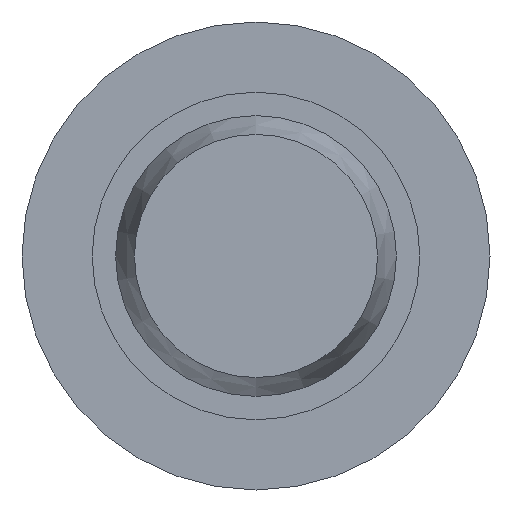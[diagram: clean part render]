
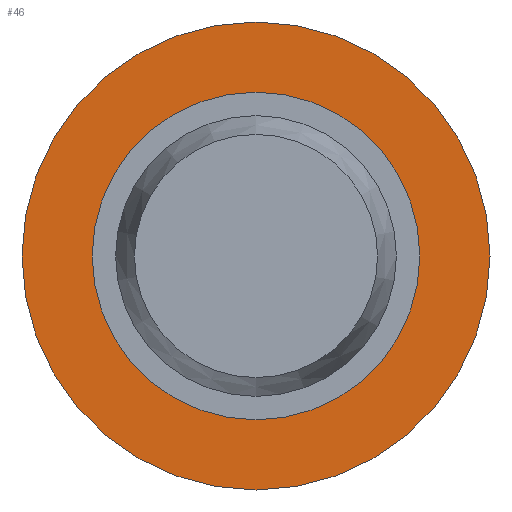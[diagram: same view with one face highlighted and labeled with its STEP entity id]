
A CAD part, front view. The second image highlights one B-rep face of the part: STEP entity #46.
In plain terms, the highlighted planar face has unit normal (0, -1, 0).
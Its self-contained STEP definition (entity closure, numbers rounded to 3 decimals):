
#46 = ADVANCED_FACE( '', ( #97, #98 ), #99, .F. );
#97 = FACE_BOUND( '', #150, .T. );
#98 = FACE_OUTER_BOUND( '', #151, .T. );
#99 = PLANE( '', #152 );
#150 = EDGE_LOOP( '', ( #207 ) );
#151 = EDGE_LOOP( '', ( #208 ) );
#152 = AXIS2_PLACEMENT_3D( '', #209, #210, #211 );
#207 = ORIENTED_EDGE( '', *, *, #259, .F. );
#208 = ORIENTED_EDGE( '', *, *, #260, .T. );
#209 = CARTESIAN_POINT( '', ( 5., 8.5, 0. ) );
#210 = DIRECTION( '', ( 0., 1., 0. ) );
#211 = DIRECTION( '', ( 0., 0., 1. ) );
#259 = EDGE_CURVE( '', #289, #289, #290, .T. );
#260 = EDGE_CURVE( '', #291, #291, #292, .T. );
#289 = VERTEX_POINT( '', #323 );
#290 = CIRCLE( '', #324, 3.5 );
#291 = VERTEX_POINT( '', #325 );
#292 = CIRCLE( '', #326, 5. );
#323 = CARTESIAN_POINT( '', ( 0., 8.5, -3.5 ) );
#324 = AXIS2_PLACEMENT_3D( '', #358, #359, #360 );
#325 = CARTESIAN_POINT( '', ( 0., 8.5, -5. ) );
#326 = AXIS2_PLACEMENT_3D( '', #361, #362, #363 );
#358 = CARTESIAN_POINT( '', ( 0., 8.5, 0. ) );
#359 = DIRECTION( '', ( 0., -1., 0. ) );
#360 = DIRECTION( '', ( 0., 0., -1. ) );
#361 = CARTESIAN_POINT( '', ( 0., 8.5, 0. ) );
#362 = DIRECTION( '', ( 0., -1., 0. ) );
#363 = DIRECTION( '', ( 0., 0., -1. ) );
